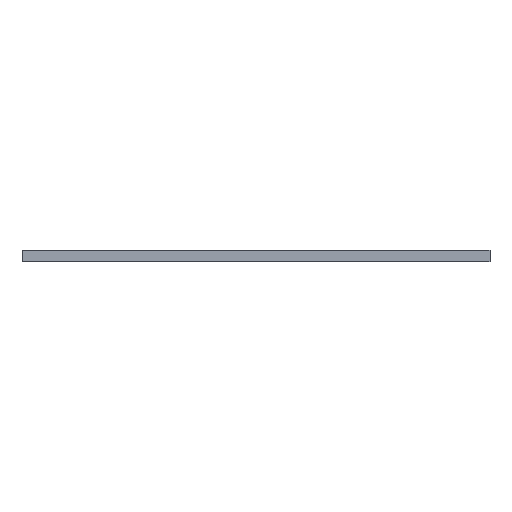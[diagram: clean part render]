
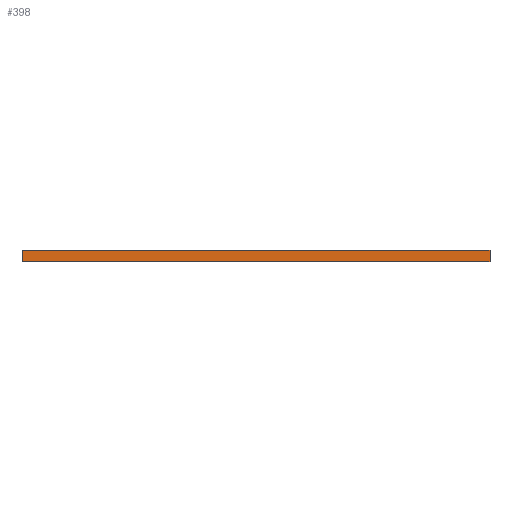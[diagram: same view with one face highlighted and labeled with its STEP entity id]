
A CAD part, front view. The second image highlights one B-rep face of the part: STEP entity #398.
In plain terms, the highlighted planar face has unit normal (0, -1, 0).
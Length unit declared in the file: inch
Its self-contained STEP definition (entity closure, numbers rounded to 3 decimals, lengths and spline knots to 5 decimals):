
#12 = VERTEX_POINT ( 'NONE', #235 ) ;
#115 = VECTOR ( 'NONE', #358, 39.37008 ) ;
#126 = VECTOR ( 'NONE', #719, 39.37008 ) ;
#163 = EDGE_CURVE ( 'NONE', #758, #561, #281, .T. ) ;
#208 = VERTEX_POINT ( 'NONE', #699 ) ;
#223 = CARTESIAN_POINT ( 'NONE',  ( -1.59252, -2.52953, 0.07874 ) ) ;
#235 = CARTESIAN_POINT ( 'NONE',  ( -1.59252, -2.52953, 0. ) ) ;
#240 = CARTESIAN_POINT ( 'NONE',  ( -1.59252, -2.52953, 0.07874 ) ) ;
#242 = VECTOR ( 'NONE', #764, 39.37008 ) ;
#244 = AXIS2_PLACEMENT_3D ( 'NONE', #664, #798, #530 ) ;
#253 = FACE_OUTER_BOUND ( 'NONE', #333, .T. ) ;
#260 = EDGE_CURVE ( 'NONE', #758, #12, #511, .T. ) ;
#281 = LINE ( 'NONE', #880, #242 ) ;
#292 = CARTESIAN_POINT ( 'NONE',  ( 1.59252, -2.52953, 0.07874 ) ) ;
#310 = EDGE_CURVE ( 'NONE', #12, #208, #644, .T. ) ;
#333 = EDGE_LOOP ( 'NONE', ( #873, #586, #340, #362 ) ) ;
#340 = ORIENTED_EDGE ( 'NONE', *, *, #163, .F. ) ;
#348 = EDGE_CURVE ( 'NONE', #561, #208, #636, .T. ) ;
#358 = DIRECTION ( 'NONE',  ( 0., 0., -1. ) ) ;
#362 = ORIENTED_EDGE ( 'NONE', *, *, #260, .T. ) ;
#398 = ADVANCED_FACE ( 'NONE', ( #253 ), #527, .F. ) ;
#511 = LINE ( 'NONE', #223, #115 ) ;
#527 = PLANE ( 'NONE',  #244 ) ;
#530 = DIRECTION ( 'NONE',  ( 0., 0., 1. ) ) ;
#561 = VERTEX_POINT ( 'NONE', #626 ) ;
#586 = ORIENTED_EDGE ( 'NONE', *, *, #348, .F. ) ;
#626 = CARTESIAN_POINT ( 'NONE',  ( 1.59252, -2.52953, 0.07874 ) ) ;
#636 = LINE ( 'NONE', #292, #126 ) ;
#644 = LINE ( 'NONE', #846, #778 ) ;
#664 = CARTESIAN_POINT ( 'NONE',  ( -1.59252, -2.52953, 0.07874 ) ) ;
#699 = CARTESIAN_POINT ( 'NONE',  ( 1.59252, -2.52953, 0. ) ) ;
#719 = DIRECTION ( 'NONE',  ( 0., 0., -1. ) ) ;
#758 = VERTEX_POINT ( 'NONE', #240 ) ;
#764 = DIRECTION ( 'NONE',  ( 1., 0., 0. ) ) ;
#778 = VECTOR ( 'NONE', #789, 39.37008 ) ;
#789 = DIRECTION ( 'NONE',  ( 1., 0., 0. ) ) ;
#798 = DIRECTION ( 'NONE',  ( 0., 1., 0. ) ) ;
#846 = CARTESIAN_POINT ( 'NONE',  ( -1.59252, -2.52953, 0. ) ) ;
#873 = ORIENTED_EDGE ( 'NONE', *, *, #310, .T. ) ;
#880 = CARTESIAN_POINT ( 'NONE',  ( -1.59252, -2.52953, 0.07874 ) ) ;
